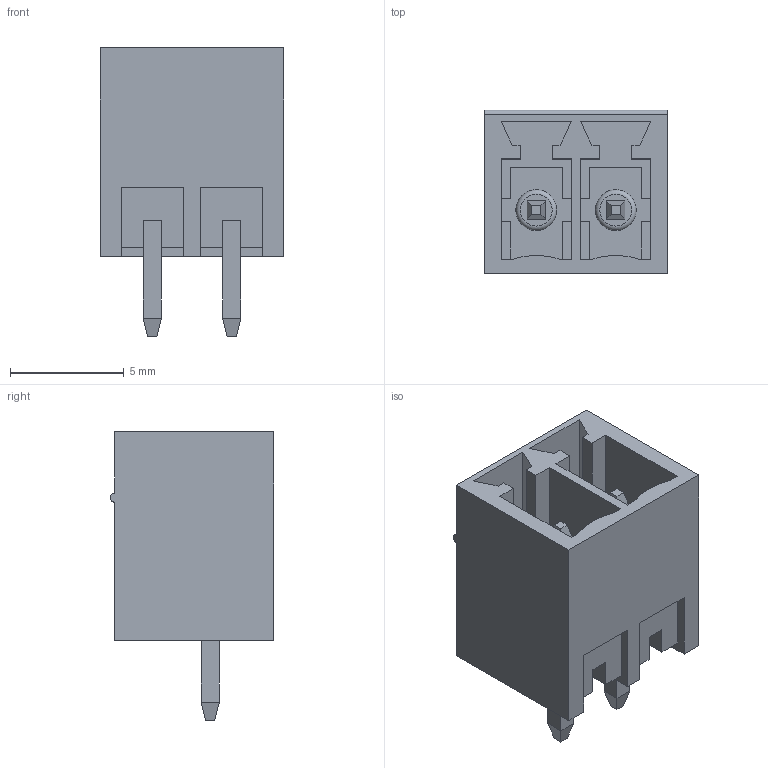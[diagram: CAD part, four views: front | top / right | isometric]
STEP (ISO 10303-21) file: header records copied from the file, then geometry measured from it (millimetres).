
FILE_DESCRIPTION( ( 'Unknown' ), '1' );
FILE_NAME( '691321100002.stp', 'Unknown', ( 'Quentin LAIDEBEUR' ), ( 'WE' ), 'PSStep 15.0.49', 'Sample-box', ' ' );
FILE_SCHEMA( ( 'AUTOMOTIVE_DESIGN { 1 0 10303 214 1 1 1 1 }' ) );
Length unit declared in the file: millimetre
Products named in the file (3): Assem1; 691325110002; 6913211000xx_PIN
Assembly tree (3 placements, depth 2):
  Assem1
    691325110002
    6913211000xx_PIN  x2
Bounding box: 8.1 x 7.2 x 12.7 mm (x, y, z)
Volume: 268.5 mm3; surface area: 863.3 mm2
Topology: 3 solids, 3 shells, 118 faces, 310 edges, 200 vertices
Faces by surface type: plane 111, cylinder 5, torus 2
Full cylindrical faces by diameter (mm): 1.8 x2
Entity records: 4066 total; most frequent: CARTESIAN_POINT 566, ORIENTED_EDGE 552, DIRECTION 504, EDGE_CURVE 276, LINE 264, VECTOR 264, VERTEX_POINT 182, AXIS2_PLACEMENT_3D 120
